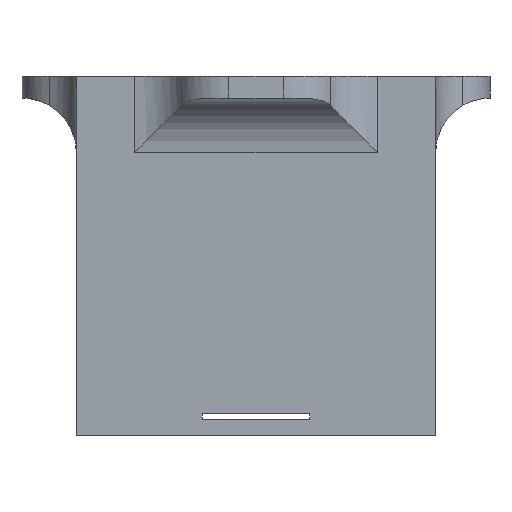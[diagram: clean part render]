
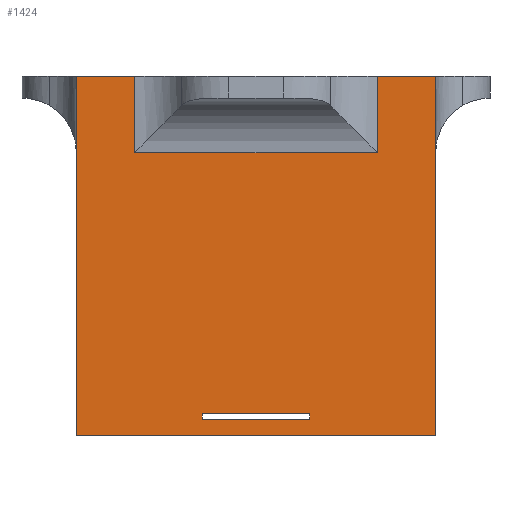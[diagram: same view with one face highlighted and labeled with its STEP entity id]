
A CAD part, left-side view. The second image highlights one B-rep face of the part: STEP entity #1424.
In plain terms, the highlighted planar face has unit normal (-1, 0, 0).
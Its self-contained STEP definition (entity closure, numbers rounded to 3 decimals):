
#1366=AXIS2_PLACEMENT_3D('Plane Axis2P3D',#1363,#1364,#1365) ;
#213=CARTESIAN_POINT('Vertex',(-16.5,4.918,1.5)) ;
#216=CARTESIAN_POINT('Line Origine',(-16.5,0.,1.5)) ;
#220=CARTESIAN_POINT('Vertex',(-16.5,-4.918,1.5)) ;
#366=CARTESIAN_POINT('Vertex',(-16.5,-16.5,0.)) ;
#369=CARTESIAN_POINT('Line Origine',(-16.5,0.,0.)) ;
#373=CARTESIAN_POINT('Vertex',(-16.5,16.5,0.)) ;
#699=CARTESIAN_POINT('Vertex',(-16.5,4.918,2.)) ;
#702=CARTESIAN_POINT('Line Origine',(-16.5,4.918,1.75)) ;
#714=CARTESIAN_POINT('Line Origine',(-16.5,-4.918,1.75)) ;
#718=CARTESIAN_POINT('Vertex',(-16.5,-4.918,2.)) ;
#812=CARTESIAN_POINT('Line Origine',(-16.5,0.,2.)) ;
#1150=CARTESIAN_POINT('Line Origine',(-16.5,16.5,16.5)) ;
#1154=CARTESIAN_POINT('Vertex',(-16.5,16.5,33.)) ;
#1363=CARTESIAN_POINT('Axis2P3D Location',(-16.5,-16.5,0.)) ;
#1368=CARTESIAN_POINT('Line Origine',(-16.5,-11.16,29.5)) ;
#1372=CARTESIAN_POINT('Vertex',(-16.5,-11.16,33.)) ;
#1374=CARTESIAN_POINT('Vertex',(-16.5,-11.16,26.)) ;
#1377=CARTESIAN_POINT('Line Origine',(-16.5,0.,26.)) ;
#1381=CARTESIAN_POINT('Vertex',(-16.5,11.16,26.)) ;
#1384=CARTESIAN_POINT('Line Origine',(-16.5,11.16,29.5)) ;
#1388=CARTESIAN_POINT('Vertex',(-16.5,11.16,33.)) ;
#1391=CARTESIAN_POINT('Line Origine',(-16.5,13.83,33.)) ;
#1396=CARTESIAN_POINT('Line Origine',(-16.5,-16.5,16.5)) ;
#1400=CARTESIAN_POINT('Vertex',(-16.5,-16.5,33.)) ;
#1403=CARTESIAN_POINT('Line Origine',(-16.5,-13.83,33.)) ;
#217=DIRECTION('Vector Direction',(0.,1.,0.)) ;
#370=DIRECTION('Vector Direction',(0.,1.,0.)) ;
#703=DIRECTION('Vector Direction',(0.,0.,1.)) ;
#715=DIRECTION('Vector Direction',(0.,0.,1.)) ;
#813=DIRECTION('Vector Direction',(0.,-1.,0.)) ;
#1151=DIRECTION('Vector Direction',(0.,0.,1.)) ;
#1364=DIRECTION('Axis2P3D Direction',(1.,0.,0.)) ;
#1365=DIRECTION('Axis2P3D XDirection',(0.,1.,0.)) ;
#1369=DIRECTION('Vector Direction',(0.,0.,-1.)) ;
#1378=DIRECTION('Vector Direction',(0.,-1.,0.)) ;
#1385=DIRECTION('Vector Direction',(0.,0.,1.)) ;
#1392=DIRECTION('Vector Direction',(0.,1.,0.)) ;
#1397=DIRECTION('Vector Direction',(0.,0.,1.)) ;
#1404=DIRECTION('Vector Direction',(0.,1.,0.)) ;
#218=VECTOR('Line Direction',#217,1.) ;
#371=VECTOR('Line Direction',#370,1.) ;
#704=VECTOR('Line Direction',#703,1.) ;
#716=VECTOR('Line Direction',#715,1.) ;
#814=VECTOR('Line Direction',#813,1.) ;
#1152=VECTOR('Line Direction',#1151,1.) ;
#1370=VECTOR('Line Direction',#1369,1.) ;
#1379=VECTOR('Line Direction',#1378,1.) ;
#1386=VECTOR('Line Direction',#1385,1.) ;
#1393=VECTOR('Line Direction',#1392,1.) ;
#1398=VECTOR('Line Direction',#1397,1.) ;
#1405=VECTOR('Line Direction',#1404,1.) ;
#1409=ORIENTED_EDGE('',*,*,#1376,.T.) ;
#1410=ORIENTED_EDGE('',*,*,#1383,.T.) ;
#1411=ORIENTED_EDGE('',*,*,#1390,.T.) ;
#1412=ORIENTED_EDGE('',*,*,#1395,.F.) ;
#1413=ORIENTED_EDGE('',*,*,#1156,.F.) ;
#1414=ORIENTED_EDGE('',*,*,#375,.T.) ;
#1415=ORIENTED_EDGE('',*,*,#1402,.T.) ;
#1416=ORIENTED_EDGE('',*,*,#1407,.F.) ;
#1419=ORIENTED_EDGE('',*,*,#720,.F.) ;
#1420=ORIENTED_EDGE('',*,*,#222,.F.) ;
#1421=ORIENTED_EDGE('',*,*,#706,.T.) ;
#1422=ORIENTED_EDGE('',*,*,#816,.T.) ;
#1423=FACE_BOUND('',#1418,.T.) ;
#1424=ADVANCED_FACE('PartBody',(#1417,#1423),#1367,.F.) ;
#222=EDGE_CURVE('',#214,#221,#219,.F.) ;
#375=EDGE_CURVE('',#374,#367,#372,.F.) ;
#706=EDGE_CURVE('',#214,#700,#705,.T.) ;
#720=EDGE_CURVE('',#221,#719,#717,.T.) ;
#816=EDGE_CURVE('',#700,#719,#815,.T.) ;
#1156=EDGE_CURVE('',#374,#1155,#1153,.T.) ;
#1376=EDGE_CURVE('',#1373,#1375,#1371,.T.) ;
#1383=EDGE_CURVE('',#1375,#1382,#1380,.F.) ;
#1390=EDGE_CURVE('',#1382,#1389,#1387,.T.) ;
#1395=EDGE_CURVE('',#1155,#1389,#1394,.F.) ;
#1402=EDGE_CURVE('',#367,#1401,#1399,.T.) ;
#1407=EDGE_CURVE('',#1373,#1401,#1406,.F.) ;
#1408=EDGE_LOOP('',(#1409,#1410,#1411,#1412,#1413,#1414,#1415,#1416)) ;
#1418=EDGE_LOOP('',(#1419,#1420,#1421,#1422)) ;
#1417=FACE_OUTER_BOUND('',#1408,.T.) ;
#219=LINE('Line',#216,#218) ;
#372=LINE('Line',#369,#371) ;
#705=LINE('Line',#702,#704) ;
#717=LINE('Line',#714,#716) ;
#815=LINE('Line',#812,#814) ;
#1153=LINE('Line',#1150,#1152) ;
#1371=LINE('Line',#1368,#1370) ;
#1380=LINE('Line',#1377,#1379) ;
#1387=LINE('Line',#1384,#1386) ;
#1394=LINE('Line',#1391,#1393) ;
#1399=LINE('Line',#1396,#1398) ;
#1406=LINE('Line',#1403,#1405) ;
#1367=PLANE('',#1366) ;
#214=VERTEX_POINT('',#213) ;
#221=VERTEX_POINT('',#220) ;
#367=VERTEX_POINT('',#366) ;
#374=VERTEX_POINT('',#373) ;
#700=VERTEX_POINT('',#699) ;
#719=VERTEX_POINT('',#718) ;
#1155=VERTEX_POINT('',#1154) ;
#1373=VERTEX_POINT('',#1372) ;
#1375=VERTEX_POINT('',#1374) ;
#1382=VERTEX_POINT('',#1381) ;
#1389=VERTEX_POINT('',#1388) ;
#1401=VERTEX_POINT('',#1400) ;
